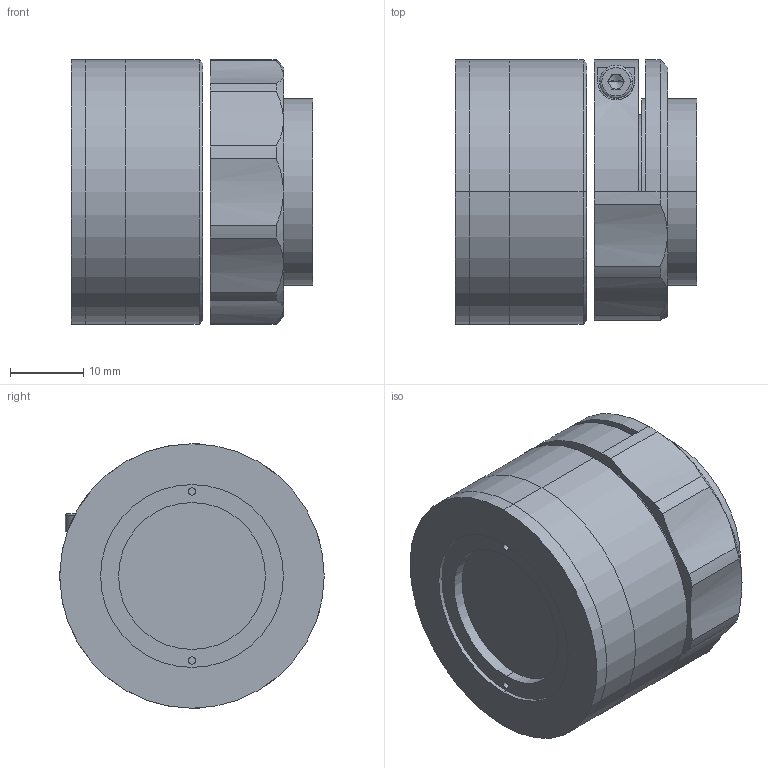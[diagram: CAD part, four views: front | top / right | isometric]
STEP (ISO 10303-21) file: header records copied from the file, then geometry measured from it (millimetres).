
FILE_DESCRIPTION (( 'STEP AP203' ), '1' );
FILE_NAME ('XF-NH04X49.STEP', '2019-09-20T03:10:51', ( 'puyufan' ), ( '' ), 'SwSTEP 2.0', 'SolidWorks 2014', '' );
FILE_SCHEMA (( 'CONFIG_CONTROL_DESIGN' ));
Length unit declared in the file: millimetre
Products named in the file (1): XF-NH04X49
Bounding box: 32.91 x 36 x 36 mm (x, y, z)
Surface area: 10414.8 mm2 (no closed solid volume)
Topology: 0 solids, 12 shells, 101 faces, 270 edges, 182 vertices
Faces by surface type: cylinder 43, plane 41, cone 13, sphere 2, torus 2
Entity records: 3335 total; most frequent: CARTESIAN_POINT 645, DIRECTION 609, ORIENTED_EDGE 470, EDGE_CURVE 268, AXIS2_PLACEMENT_3D 250, VERTEX_POINT 182, CIRCLE 148, EDGE_LOOP 120
